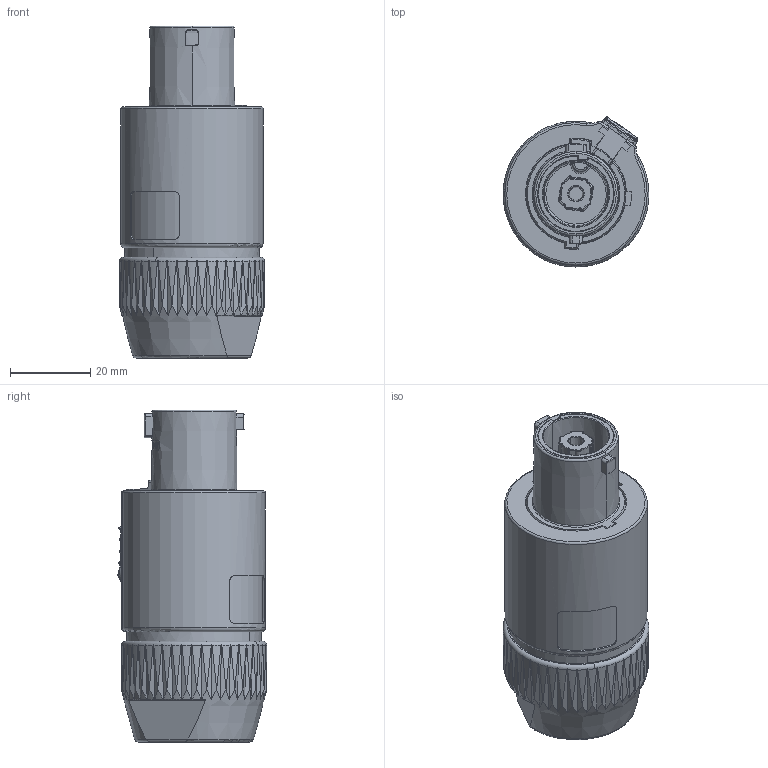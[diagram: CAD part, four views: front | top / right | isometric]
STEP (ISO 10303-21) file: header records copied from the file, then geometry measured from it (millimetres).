
FILE_DESCRIPTION((''),'2;1');
FILE_NAME('30011006','2024-06-24T10:20:51',('phk'),(''),'CREO PARAMETRIC BY PTC INC, 2023424','CREO PARAMETRIC BY PTC INC, 2023424','');
FILE_SCHEMA(('AUTOMOTIVE_DESIGN { 1 0 10303 214 1 1 1 1 }'));
Length unit declared in the file: millimetre
Products named in the file (1): 30011006
Bounding box: 36.2 x 37.25 x 82.5 mm (x, y, z)
Volume: 60675.5 mm3; surface area: 14563.6 mm2
Topology: 1 solids, 5 shells, 1099 faces, 4439 edges, 4250 vertices
Faces by surface type: plane 588, cylinder 228, bspline 107, cone 88, torus 66, sphere 12, revolution 10
Entity records: 56622 total; most frequent: CARTESIAN_POINT 21930, ORIENTED_EDGE 5896, DIRECTION 5280, EDGE_CURVE 2948, B_SPLINE_CURVE_WITH_KNOTS 2183, AXIS2_PLACEMENT_3D 2018, VERTEX_POINT 1875, VECTOR 1234
